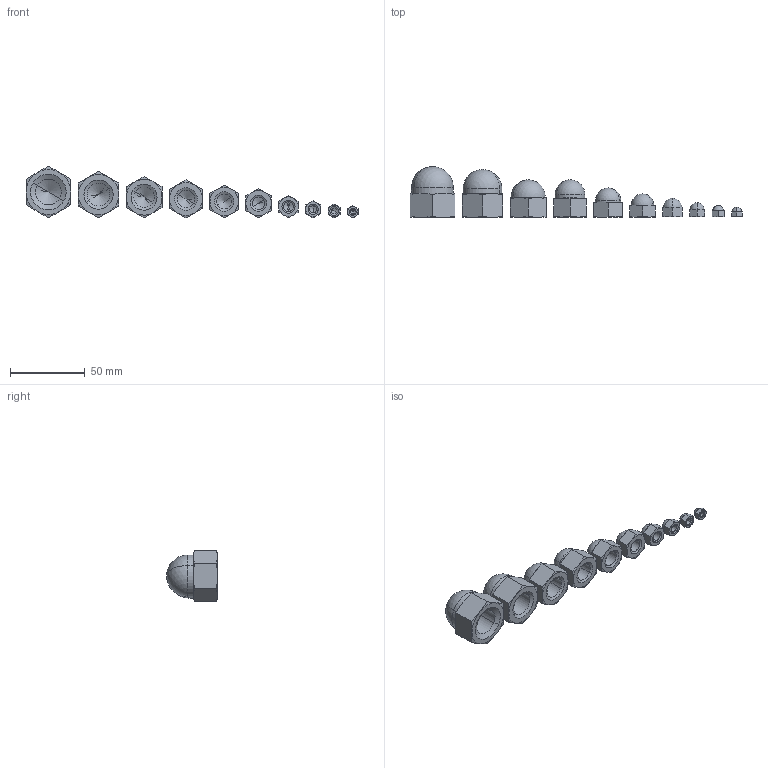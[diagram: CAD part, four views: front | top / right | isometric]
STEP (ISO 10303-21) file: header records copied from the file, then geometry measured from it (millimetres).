
FILE_DESCRIPTION (( 'STEP AP214' ), '1' );
FILE_NAME ('Ecrou_Borgne_Assemblage.STEP', '2017-09-18T09:52:12', ( 'UTILISATEUR' ), ( 'Hewlett-Packard Company' ), 'SwSTEP 2.0', 'SolidWorks 2016', '' );
FILE_SCHEMA (( 'AUTOMOTIVE_DESIGN' ));
Length unit declared in the file: millimetre
Products named in the file (11): Ecrou borgne inox 304 Ø12; Ecrou borgne inox 304 Ø5; Ecrou_Borgne_Assemblage; Ecrou borgne inox 304 Ø20; Ecrou borgne inox 304 Ø18; Ecrou borgne inox 304 Ø4; Ecrou borgne inox 304 Ø6; Ecrou borgne inox 304 Ø16; Ecrou borgne inox 304 Ø8; Ecrou borgne inox 304 Ø10; Ecrou borgne inox 304 Ø14
Assembly tree (10 placements, depth 2):
  Ecrou_Borgne_Assemblage
    Ecrou borgne inox 304 Ø4
    Ecrou borgne inox 304 Ø5
    Ecrou borgne inox 304 Ø6
    Ecrou borgne inox 304 Ø8
    Ecrou borgne inox 304 Ø10
    Ecrou borgne inox 304 Ø12
    Ecrou borgne inox 304 Ø14
    Ecrou borgne inox 304 Ø16
    Ecrou borgne inox 304 Ø18
    Ecrou borgne inox 304 Ø20
Bounding box: 222 x 34 x 34.64 mm (x, y, z)
Volume: 43468.8 mm3; surface area: 22545.4 mm2
Topology: 10 solids, 10 shells, 335 faces, 734 edges, 412 vertices
Faces by surface type: cone 190, plane 85, cylinder 40, sphere 20
Entity records: 9870 total; most frequent: CARTESIAN_POINT 2422, DIRECTION 1426, ORIENTED_EDGE 1380, EDGE_CURVE 690, AXIS2_PLACEMENT_3D 628, VERTEX_POINT 400, EDGE_LOOP 360, ADVANCED_FACE 335
